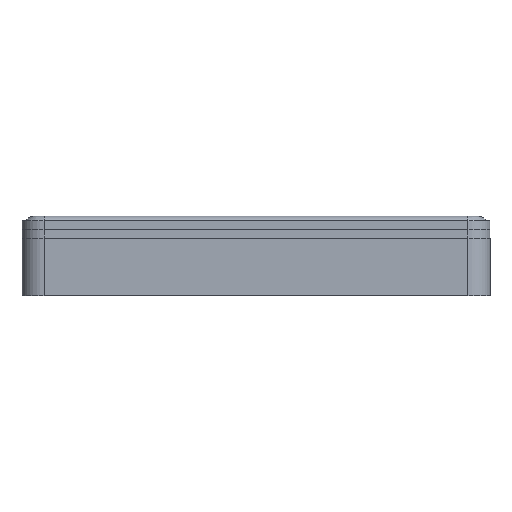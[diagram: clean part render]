
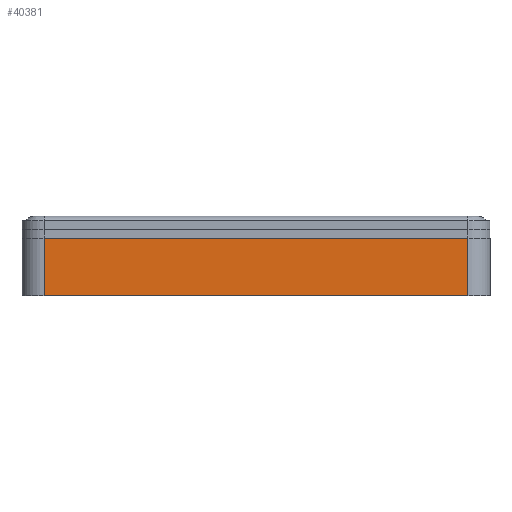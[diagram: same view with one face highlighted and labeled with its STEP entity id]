
A CAD part, front view. The second image highlights one B-rep face of the part: STEP entity #40381.
In plain terms, the highlighted planar face has unit normal (0, -1, 0).
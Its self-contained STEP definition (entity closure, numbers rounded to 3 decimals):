
#2762=PLANE('',#42335);
#4100=FACE_OUTER_BOUND('',#6019,.T.);
#6019=EDGE_LOOP('',(#30403,#30404,#30405,#30406));
#8334=LINE('',#59990,#12768);
#8347=LINE('',#60035,#12781);
#8354=LINE('',#60059,#12788);
#8358=LINE('',#60066,#12792);
#12768=VECTOR('',#45505,10.);
#12781=VECTOR('',#45546,10.);
#12788=VECTOR('',#45569,10.);
#12792=VECTOR('',#45579,10.);
#18122=VERTEX_POINT('',#59987);
#18123=VERTEX_POINT('',#59989);
#18140=VERTEX_POINT('',#60032);
#18141=VERTEX_POINT('',#60034);
#23153=EDGE_CURVE('',#18123,#18122,#8334,.T.);
#23173=EDGE_CURVE('',#18140,#18141,#8347,.T.);
#23186=EDGE_CURVE('',#18123,#18140,#8354,.T.);
#23190=EDGE_CURVE('',#18141,#18122,#8358,.T.);
#30403=ORIENTED_EDGE('',*,*,#23186,.F.);
#30404=ORIENTED_EDGE('',*,*,#23153,.T.);
#30405=ORIENTED_EDGE('',*,*,#23190,.F.);
#30406=ORIENTED_EDGE('',*,*,#23173,.F.);
#40381=ADVANCED_FACE('',(#4100),#2762,.T.);
#42335=AXIS2_PLACEMENT_3D('',#60067,#45580,#45581);
#45505=DIRECTION('',(1.,0.,0.));
#45546=DIRECTION('',(1.,0.,0.));
#45569=DIRECTION('',(0.,0.,1.));
#45579=DIRECTION('',(0.,0.,-1.));
#45580=DIRECTION('center_axis',(0.,-1.,0.));
#45581=DIRECTION('ref_axis',(1.,0.,0.));
#59987=CARTESIAN_POINT('',(101.835,1.254,0.));
#59989=CARTESIAN_POINT('',(6.11,1.254,0.));
#59990=CARTESIAN_POINT('',(1.11,1.254,0.));
#60032=CARTESIAN_POINT('',(6.11,1.254,13.));
#60034=CARTESIAN_POINT('',(101.835,1.254,13.));
#60035=CARTESIAN_POINT('',(1.11,1.254,13.));
#60059=CARTESIAN_POINT('',(6.11,1.254,0.));
#60066=CARTESIAN_POINT('',(101.835,1.254,0.));
#60067=CARTESIAN_POINT('Origin',(1.11,1.254,0.));
